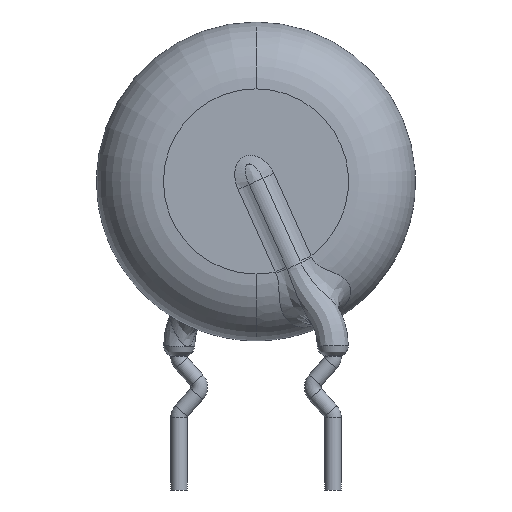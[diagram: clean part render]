
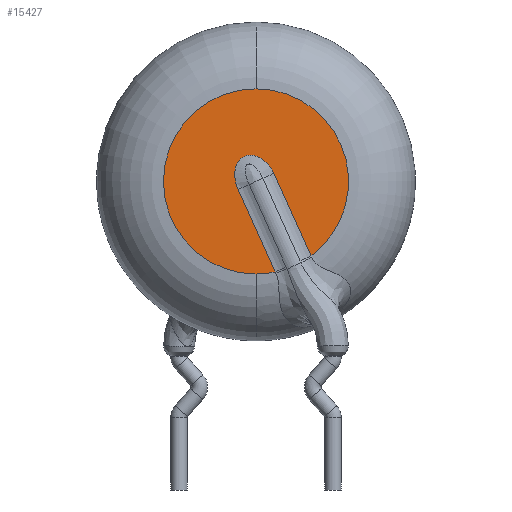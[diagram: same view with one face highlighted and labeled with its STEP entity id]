
A CAD part, front view. The second image highlights one B-rep face of the part: STEP entity #15427.
In plain terms, the highlighted planar face has unit normal (0, -1, 0).
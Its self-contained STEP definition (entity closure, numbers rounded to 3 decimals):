
#20 = CIRCLE ( 'NONE', #8809, 4.5 ) ;
#32 = DIRECTION ( 'NONE',  ( -0.409, 0., 0.912 ) ) ;
#262 = CIRCLE ( 'NONE', #14588, 4.5 ) ;
#607 = VERTEX_POINT ( 'NONE', #2240 ) ;
#1016 = CARTESIAN_POINT ( 'NONE',  ( -1.034, -3.25, 8.688 ) ) ;
#1098 = ORIENTED_EDGE ( 'NONE', *, *, #14041, .T. ) ;
#2105 = CARTESIAN_POINT ( 'NONE',  ( -1.043, -3.25, 8.841 ) ) ;
#2195 = ORIENTED_EDGE ( 'NONE', *, *, #5302, .F. ) ;
#2240 = CARTESIAN_POINT ( 'NONE',  ( 0.929, -3.25, 4.097 ) ) ;
#2287 = CARTESIAN_POINT ( 'NONE',  ( -0.872, -3.25, 8.109 ) ) ;
#2449 = CARTESIAN_POINT ( 'NONE',  ( -0.97, -3.25, 9.291 ) ) ;
#2941 = FACE_OUTER_BOUND ( 'NONE', #8922, .T. ) ;
#3216 = VERTEX_POINT ( 'NONE', #11387 ) ;
#3592 = CARTESIAN_POINT ( 'NONE',  ( 0.73, -3.25, 9.159 ) ) ;
#3640 = DIRECTION ( 'NONE',  ( 0., 0., 1. ) ) ;
#4275 = VECTOR ( 'NONE', #32, 1000. ) ;
#4464 = ORIENTED_EDGE ( 'NONE', *, *, #10364, .F. ) ;
#4645 = ORIENTED_EDGE ( 'NONE', *, *, #11786, .T. ) ;
#4733 = EDGE_CURVE ( 'NONE', #9280, #3216, #20, .T. ) ;
#5302 = EDGE_CURVE ( 'NONE', #3216, #15468, #262, .T. ) ;
#5424 = VERTEX_POINT ( 'NONE', #6254 ) ;
#5564 = DIRECTION ( 'NONE',  ( 0., 0., 1. ) ) ;
#6026 = CARTESIAN_POINT ( 'NONE',  ( 0., -3.25, 8.5 ) ) ;
#6254 = CARTESIAN_POINT ( 'NONE',  ( -0.872, -3.25, 8.109 ) ) ;
#6462 = CARTESIAN_POINT ( 'NONE',  ( -0.979, -3.25, 8.391 ) ) ;
#6562 = LINE ( 'NONE', #2287, #4275 ) ;
#6630 = B_SPLINE_CURVE_WITH_KNOTS ( 'NONE', 3,
 ( #11666, #14339, #6462, #1016, #2105, #11485, #2449, #17015, #10480, #15735, #16664, #13047, #11568, #10393, #15372, #3592, #10302, #15651 ),
 .UNSPECIFIED., .F., .F.,
 ( 4, 2, 2, 2, 2, 2, 2, 2, 4 ),
 ( 0., 0., 0.001, 0.001, 0.002, 0.002, 0.003, 0.003, 0.004 ),
 .UNSPECIFIED. ) ;
#7111 = DIRECTION ( 'NONE',  ( 0., 1., 0. ) ) ;
#7773 = AXIS2_PLACEMENT_3D ( 'NONE', #10197, #15260, #15446 ) ;
#7822 = VECTOR ( 'NONE', #16133, 1000. ) ;
#8328 = CIRCLE ( 'NONE', #7773, 4.5 ) ;
#8531 = EDGE_CURVE ( 'NONE', #5424, #8939, #6630, .T. ) ;
#8685 = DIRECTION ( 'NONE',  ( 0., 1., 0. ) ) ;
#8809 = AXIS2_PLACEMENT_3D ( 'NONE', #6026, #11314, #11483 ) ;
#8922 = EDGE_LOOP ( 'NONE', ( #12869, #4645, #2195, #9307, #4464, #1098 ) ) ;
#8939 = VERTEX_POINT ( 'NONE', #10903 ) ;
#9280 = VERTEX_POINT ( 'NONE', #11978 ) ;
#9307 = ORIENTED_EDGE ( 'NONE', *, *, #4733, .F. ) ;
#9474 = PLANE ( 'NONE',  #14279 ) ;
#10197 = CARTESIAN_POINT ( 'NONE',  ( 0., -3.25, 8.5 ) ) ;
#10302 = CARTESIAN_POINT ( 'NONE',  ( 0.809, -3.25, 9.03 ) ) ;
#10364 = EDGE_CURVE ( 'NONE', #607, #9280, #8328, .T. ) ;
#10393 = CARTESIAN_POINT ( 'NONE',  ( 0.429, -3.25, 9.498 ) ) ;
#10480 = CARTESIAN_POINT ( 'NONE',  ( -0.7, -3.25, 9.661 ) ) ;
#10903 = CARTESIAN_POINT ( 'NONE',  ( 0.872, -3.25, 8.891 ) ) ;
#11314 = DIRECTION ( 'NONE',  ( 0., 1., 0. ) ) ;
#11387 = CARTESIAN_POINT ( 'NONE',  ( 0., -3.25, 13. ) ) ;
#11483 = DIRECTION ( 'NONE',  ( 0., 0., 1. ) ) ;
#11485 = CARTESIAN_POINT ( 'NONE',  ( -1.012, -3.25, 9.141 ) ) ;
#11568 = CARTESIAN_POINT ( 'NONE',  ( 0.177, -3.25, 9.669 ) ) ;
#11666 = CARTESIAN_POINT ( 'NONE',  ( -0.872, -3.25, 8.109 ) ) ;
#11786 = EDGE_CURVE ( 'NONE', #8939, #15468, #14982, .T. ) ;
#11978 = CARTESIAN_POINT ( 'NONE',  ( 0., -3.25, 4. ) ) ;
#12223 = CARTESIAN_POINT ( 'NONE',  ( 0., -3.25, 8.5 ) ) ;
#12869 = ORIENTED_EDGE ( 'NONE', *, *, #8531, .T. ) ;
#13047 = CARTESIAN_POINT ( 'NONE',  ( 0.037, -3.25, 9.733 ) ) ;
#14041 = EDGE_CURVE ( 'NONE', #607, #5424, #6562, .T. ) ;
#14279 = AXIS2_PLACEMENT_3D ( 'NONE', #12223, #7111, #5564 ) ;
#14339 = CARTESIAN_POINT ( 'NONE',  ( -0.934, -3.25, 8.248 ) ) ;
#14588 = AXIS2_PLACEMENT_3D ( 'NONE', #15616, #8685, #3640 ) ;
#14821 = CARTESIAN_POINT ( 'NONE',  ( 0.872, -3.25, 8.891 ) ) ;
#14982 = LINE ( 'NONE', #14821, #7822 ) ;
#15260 = DIRECTION ( 'NONE',  ( 0., 1., 0. ) ) ;
#15372 = CARTESIAN_POINT ( 'NONE',  ( 0.538, -3.25, 9.395 ) ) ;
#15427 = ADVANCED_FACE ( 'NONE', ( #2941 ), #9474, .F. ) ;
#15446 = DIRECTION ( 'NONE',  ( 0., 0., 1. ) ) ;
#15468 = VERTEX_POINT ( 'NONE', #16620 ) ;
#15616 = CARTESIAN_POINT ( 'NONE',  ( 0., -3.25, 8.5 ) ) ;
#15651 = CARTESIAN_POINT ( 'NONE',  ( 0.872, -3.25, 8.891 ) ) ;
#15735 = CARTESIAN_POINT ( 'NONE',  ( -0.42, -3.25, 9.781 ) ) ;
#16133 = DIRECTION ( 'NONE',  ( 0.409, 0., -0.912 ) ) ;
#16620 = CARTESIAN_POINT ( 'NONE',  ( 2.672, -3.25, 4.879 ) ) ;
#16664 = CARTESIAN_POINT ( 'NONE',  ( -0.262, -3.25, 9.791 ) ) ;
#17015 = CARTESIAN_POINT ( 'NONE',  ( -0.814, -3.25, 9.553 ) ) ;
